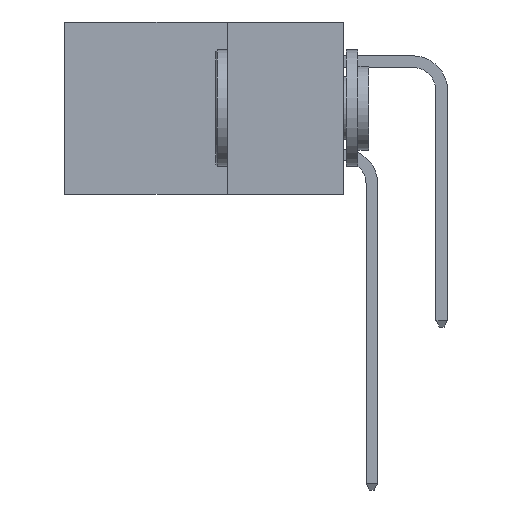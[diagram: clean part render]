
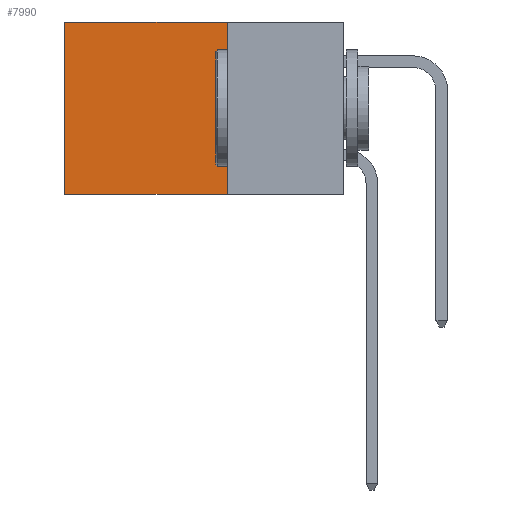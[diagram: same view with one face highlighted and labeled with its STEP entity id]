
A CAD part, left-side view. The second image highlights one B-rep face of the part: STEP entity #7990.
In plain terms, the highlighted planar face has unit normal (-1, 0, 0).
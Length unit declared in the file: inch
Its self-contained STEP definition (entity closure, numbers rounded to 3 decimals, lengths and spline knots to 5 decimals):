
#991 = VERTEX_POINT ( 'NONE', #22889 ) ;
#1813 = VERTEX_POINT ( 'NONE', #11201 ) ;
#2867 = CARTESIAN_POINT ( 'NONE',  ( 0.2615, 0.25, -0.37 ) ) ;
#4102 = CARTESIAN_POINT ( 'NONE',  ( 0.2615, 0.6, -0.37 ) ) ;
#4175 = VERTEX_POINT ( 'NONE', #19899 ) ;
#4298 = LINE ( 'NONE', #7656, #13914 ) ;
#5385 = EDGE_CURVE ( 'NONE', #991, #17161, #19904, .T. ) ;
#6111 = VECTOR ( 'NONE', #14907, 39.37008 ) ;
#7656 = CARTESIAN_POINT ( 'NONE',  ( 0.2615, 0.25, 0. ) ) ;
#7990 = ADVANCED_FACE ( 'NONE', ( #9377 ), #20806, .F. ) ;
#8126 = CARTESIAN_POINT ( 'NONE',  ( 0.2615, 0.25, -0.37 ) ) ;
#8275 = CARTESIAN_POINT ( 'NONE',  ( 0.2615, 0.6, -0.37 ) ) ;
#8340 = DIRECTION ( 'NONE',  ( 0., 0., -1. ) ) ;
#8668 = LINE ( 'NONE', #8126, #17642 ) ;
#9377 = FACE_OUTER_BOUND ( 'NONE', #23168, .T. ) ;
#10964 = VECTOR ( 'NONE', #15498, 39.37008 ) ;
#11201 = CARTESIAN_POINT ( 'NONE',  ( 0.2615, 0.25, 0. ) ) ;
#11744 = DIRECTION ( 'NONE',  ( 0., 1., 0. ) ) ;
#12505 = EDGE_CURVE ( 'NONE', #1813, #991, #4298, .T. ) ;
#12975 = ORIENTED_EDGE ( 'NONE', *, *, #21347, .F. ) ;
#13705 = CARTESIAN_POINT ( 'NONE',  ( 0.2615, 0.25, -0.37 ) ) ;
#13914 = VECTOR ( 'NONE', #20230, 39.37008 ) ;
#14654 = ORIENTED_EDGE ( 'NONE', *, *, #16416, .F. ) ;
#14907 = DIRECTION ( 'NONE',  ( 0., 0., -1. ) ) ;
#15498 = DIRECTION ( 'NONE',  ( 0., 0., -1. ) ) ;
#16416 = EDGE_CURVE ( 'NONE', #4175, #17161, #8668, .T. ) ;
#17161 = VERTEX_POINT ( 'NONE', #8275 ) ;
#17642 = VECTOR ( 'NONE', #11744, 39.37008 ) ;
#19099 = DIRECTION ( 'NONE',  ( 1., 0., 0. ) ) ;
#19437 = ORIENTED_EDGE ( 'NONE', *, *, #12505, .T. ) ;
#19899 = CARTESIAN_POINT ( 'NONE',  ( 0.2615, 0.25, -0.37 ) ) ;
#19904 = LINE ( 'NONE', #4102, #6111 ) ;
#20230 = DIRECTION ( 'NONE',  ( 0., 1., 0. ) ) ;
#20543 = LINE ( 'NONE', #13705, #10964 ) ;
#20806 = PLANE ( 'NONE',  #22653 ) ;
#21252 = ORIENTED_EDGE ( 'NONE', *, *, #5385, .T. ) ;
#21347 = EDGE_CURVE ( 'NONE', #1813, #4175, #20543, .T. ) ;
#22653 = AXIS2_PLACEMENT_3D ( 'NONE', #2867, #19099, #8340 ) ;
#22889 = CARTESIAN_POINT ( 'NONE',  ( 0.2615, 0.6, 0. ) ) ;
#23168 = EDGE_LOOP ( 'NONE', ( #21252, #14654, #12975, #19437 ) ) ;
